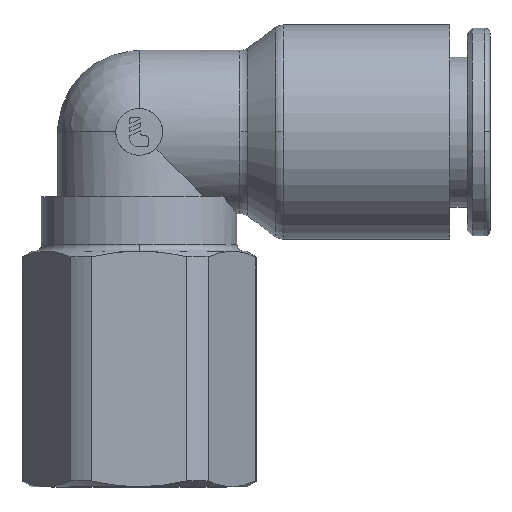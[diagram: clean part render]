
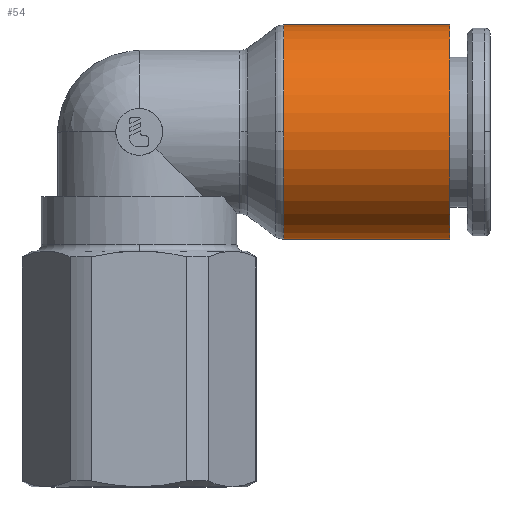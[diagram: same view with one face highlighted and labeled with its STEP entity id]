
A CAD part, top view. The second image highlights one B-rep face of the part: STEP entity #54.
In plain terms, the highlighted cylindrical face has radius 8 mm (diameter 16 mm), a partial arc.
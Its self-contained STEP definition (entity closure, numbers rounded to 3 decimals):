
#54=ADVANCED_FACE('',(#159),#160,.T.);
#159=FACE_OUTER_BOUND('',#360,.T.);
#160=CYLINDRICAL_SURFACE('',#361,8.0);
#360=EDGE_LOOP('',(#605,#606,#607,#608,#609));
#361=AXIS2_PLACEMENT_3D('',#610,#611,#612);
#605=ORIENTED_EDGE('',*,*,#1344,.F.);
#606=ORIENTED_EDGE('',*,*,#1345,.T.);
#607=ORIENTED_EDGE('',*,*,#1346,.T.);
#608=ORIENTED_EDGE('',*,*,#1347,.F.);
#609=ORIENTED_EDGE('',*,*,#1348,.F.);
#610=CARTESIAN_POINT('',(17.0,26.5,0.0));
#611=DIRECTION('',(1.0,0.0,0.0));
#612=DIRECTION('',(0.0,1.0,0.0));
#1344=EDGE_CURVE('',#1610,#1611,#1612,.T.);
#1345=EDGE_CURVE('',#1610,#1613,#1614,.T.);
#1346=EDGE_CURVE('',#1613,#1615,#1616,.T.);
#1347=EDGE_CURVE('',#1617,#1615,#1618,.T.);
#1348=EDGE_CURVE('',#1611,#1617,#1619,.T.);
#1610=VERTEX_POINT('',#2074);
#1611=VERTEX_POINT('',#2075);
#1612=LINE('',#2076,#2077);
#1613=VERTEX_POINT('',#2078);
#1614=CIRCLE('',#2079,8.0);
#1615=VERTEX_POINT('',#2080);
#1616=CIRCLE('',#2081,8.0);
#1617=VERTEX_POINT('',#2082);
#1618=LINE('',#2083,#2084);
#1619=CIRCLE('',#2085,8.0);
#2074=CARTESIAN_POINT('',(10.8,34.5,0.0));
#2075=CARTESIAN_POINT('',(23.2,34.5,0.0));
#2076=CARTESIAN_POINT('',(17.0,34.5,0.));
#2077=VECTOR('',#2937,1.0);
#2078=CARTESIAN_POINT('',(10.8,26.5,8.0));
#2079=AXIS2_PLACEMENT_3D('',#2938,#2939,#2940);
#2080=CARTESIAN_POINT('',(10.8,18.5,0.));
#2081=AXIS2_PLACEMENT_3D('',#2941,#2942,#2943);
#2082=CARTESIAN_POINT('',(23.2,18.5,0.));
#2083=CARTESIAN_POINT('',(17.0,18.5,0.));
#2084=VECTOR('',#2944,1.0);
#2085=AXIS2_PLACEMENT_3D('',#2945,#2946,#2947);
#2937=DIRECTION('',(1.0,0.0,0.0));
#2938=CARTESIAN_POINT('',(10.8,26.5,0.0));
#2939=DIRECTION('',(1.0,0.0,0.0));
#2940=DIRECTION('',(0.0,1.0,0.0));
#2941=CARTESIAN_POINT('',(10.8,26.5,0.0));
#2942=DIRECTION('',(1.0,0.0,0.0));
#2943=DIRECTION('',(0.0,1.0,0.0));
#2944=DIRECTION('',(-1.0,-0.0,-0.0));
#2945=CARTESIAN_POINT('',(23.2,26.5,0.0));
#2946=DIRECTION('',(1.0,0.0,0.0));
#2947=DIRECTION('',(0.0,1.0,0.0));
